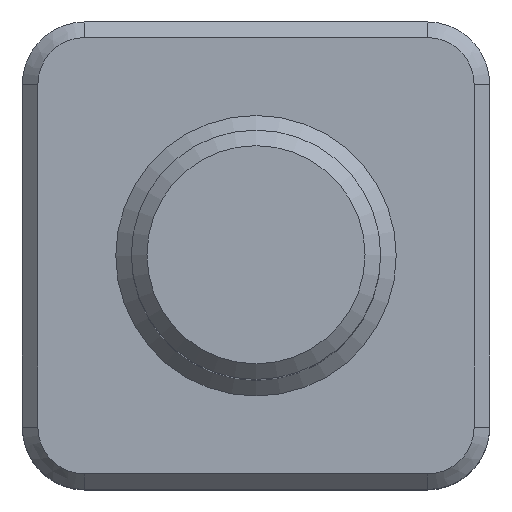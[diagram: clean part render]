
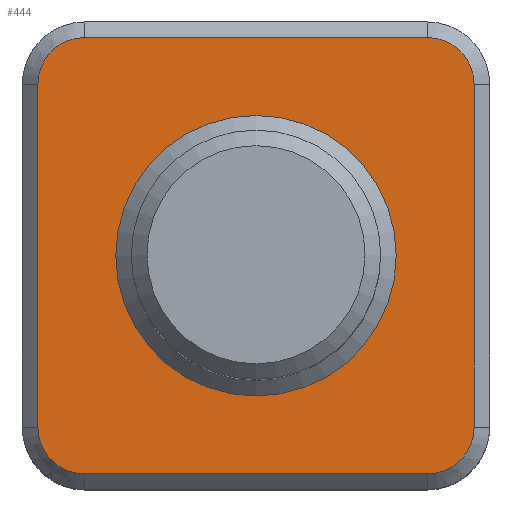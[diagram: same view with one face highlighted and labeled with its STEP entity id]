
A CAD part, top view. The second image highlights one B-rep face of the part: STEP entity #444.
In plain terms, the highlighted planar face has unit normal (0, 0, 1).
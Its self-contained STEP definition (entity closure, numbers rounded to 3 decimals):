
#19=FACE_BOUND('',#73,.T.);
#20=PLANE('',#492);
#42=FACE_OUTER_BOUND('',#72,.T.);
#72=EDGE_LOOP('',(#314,#315,#316,#317,#318,#319,#320,#321));
#73=EDGE_LOOP('',(#322));
#103=LINE('',#704,#146);
#104=LINE('',#708,#147);
#105=LINE('',#712,#148);
#106=LINE('',#715,#149);
#146=VECTOR('',#558,10.);
#147=VECTOR('',#561,10.);
#148=VECTOR('',#564,10.);
#149=VECTOR('',#567,10.);
#187=CIRCLE('',#488,2.25);
#190=CIRCLE('',#493,0.75);
#191=CIRCLE('',#494,0.75);
#192=CIRCLE('',#495,0.75);
#193=CIRCLE('',#496,0.75);
#207=VERTEX_POINT('',#690);
#210=VERTEX_POINT('',#700);
#211=VERTEX_POINT('',#701);
#212=VERTEX_POINT('',#703);
#213=VERTEX_POINT('',#705);
#214=VERTEX_POINT('',#707);
#215=VERTEX_POINT('',#709);
#216=VERTEX_POINT('',#711);
#217=VERTEX_POINT('',#713);
#243=EDGE_CURVE('',#207,#207,#187,.T.);
#248=EDGE_CURVE('',#210,#211,#190,.T.);
#249=EDGE_CURVE('',#212,#210,#103,.T.);
#250=EDGE_CURVE('',#213,#212,#191,.T.);
#251=EDGE_CURVE('',#214,#213,#104,.T.);
#252=EDGE_CURVE('',#215,#214,#192,.T.);
#253=EDGE_CURVE('',#216,#215,#105,.T.);
#254=EDGE_CURVE('',#217,#216,#193,.T.);
#255=EDGE_CURVE('',#211,#217,#106,.T.);
#314=ORIENTED_EDGE('',*,*,#248,.F.);
#315=ORIENTED_EDGE('',*,*,#249,.F.);
#316=ORIENTED_EDGE('',*,*,#250,.F.);
#317=ORIENTED_EDGE('',*,*,#251,.F.);
#318=ORIENTED_EDGE('',*,*,#252,.F.);
#319=ORIENTED_EDGE('',*,*,#253,.F.);
#320=ORIENTED_EDGE('',*,*,#254,.F.);
#321=ORIENTED_EDGE('',*,*,#255,.F.);
#322=ORIENTED_EDGE('',*,*,#243,.F.);
#444=ADVANCED_FACE('',(#42,#19),#20,.T.);
#488=AXIS2_PLACEMENT_3D('',#691,#544,#545);
#492=AXIS2_PLACEMENT_3D('',#699,#554,#555);
#493=AXIS2_PLACEMENT_3D('',#702,#556,#557);
#494=AXIS2_PLACEMENT_3D('',#706,#559,#560);
#495=AXIS2_PLACEMENT_3D('',#710,#562,#563);
#496=AXIS2_PLACEMENT_3D('',#714,#565,#566);
#544=DIRECTION('center_axis',(0.,0.,1.));
#545=DIRECTION('ref_axis',(1.,0.,0.));
#554=DIRECTION('center_axis',(0.,0.,1.));
#555=DIRECTION('ref_axis',(1.,0.,0.));
#556=DIRECTION('center_axis',(0.,0.,-1.));
#557=DIRECTION('ref_axis',(-1.,0.,0.));
#558=DIRECTION('',(-1.,0.,0.));
#559=DIRECTION('center_axis',(0.,0.,-1.));
#560=DIRECTION('ref_axis',(0.,-1.,0.));
#561=DIRECTION('',(0.,-1.,0.));
#562=DIRECTION('center_axis',(0.,0.,-1.));
#563=DIRECTION('ref_axis',(1.,0.,0.));
#564=DIRECTION('',(1.,0.,0.));
#565=DIRECTION('center_axis',(0.,0.,-1.));
#566=DIRECTION('ref_axis',(0.,1.,0.));
#567=DIRECTION('',(0.,1.,0.));
#690=CARTESIAN_POINT('',(-2.25,0.,0.));
#691=CARTESIAN_POINT('Origin',(0.,0.,0.));
#699=CARTESIAN_POINT('Origin',(0.,0.,
0.));
#700=CARTESIAN_POINT('',(-2.75,-3.5,0.));
#701=CARTESIAN_POINT('',(-3.5,-2.75,0.));
#702=CARTESIAN_POINT('Origin',(-2.75,-2.75,0.));
#703=CARTESIAN_POINT('',(2.75,-3.5,0.));
#704=CARTESIAN_POINT('',(1.375,-3.5,0.));
#705=CARTESIAN_POINT('',(3.5,-2.75,0.));
#706=CARTESIAN_POINT('Origin',(2.75,-2.75,0.));
#707=CARTESIAN_POINT('',(3.5,2.75,0.));
#708=CARTESIAN_POINT('',(3.5,1.375,0.));
#709=CARTESIAN_POINT('',(2.75,3.5,0.));
#710=CARTESIAN_POINT('Origin',(2.75,2.75,0.));
#711=CARTESIAN_POINT('',(-2.75,3.5,0.));
#712=CARTESIAN_POINT('',(-1.375,3.5,0.));
#713=CARTESIAN_POINT('',(-3.5,2.75,0.));
#714=CARTESIAN_POINT('Origin',(-2.75,2.75,0.));
#715=CARTESIAN_POINT('',(-3.5,-1.375,0.));
